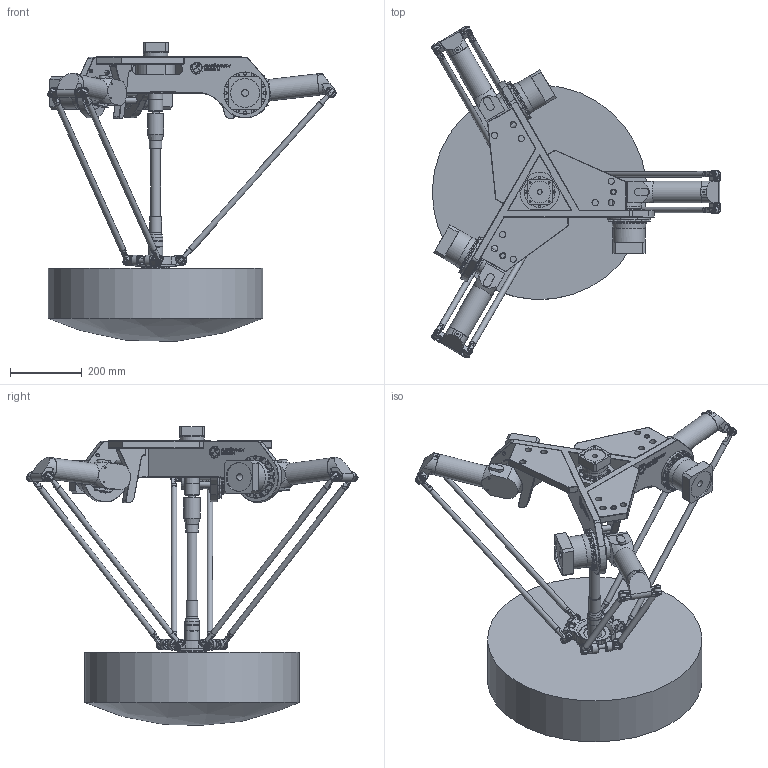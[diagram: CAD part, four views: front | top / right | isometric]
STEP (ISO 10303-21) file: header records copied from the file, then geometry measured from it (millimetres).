
FILE_DESCRIPTION(/* description */ (''),/* implementation_level */ '2;1');
FILE_NAME(/* name */ '3D-model_A_00034-01.stp',/* time_stamp */ '2024-11-19T13:49:40+01:00',/* author */ ('michael.schutter'),/* organization */ ('Majatronic'),/* preprocessor_version */ 'ST-DEVELOPER v19.2',/* originating_system */ 'Autodesk Inventor 2023',/* authorisation */ '');
FILE_SCHEMA (('CONFIG_CONTROL_DESIGN'));
Products named in the file (13): A_00034-01_DUMMY; MT_BGR00021484MT_BGR; MT_WST00066989MT_WST; MT_WST00066994MT_WST; MT_WST00046397MT_WST; MT_WST00060422MT_WST; MT_WST00050715MT_WST; MT_WST00101401; MT_WST00060430MT_WST; MT_WST00066934MT_WST; MT_WST00105862; MT_WST00105863; MT_WST00058075MT_WST
Assembly tree (26 placements, depth 3):
  A_00034-01_DUMMY
    MT_BGR00021484MT_BGR
      MT_WST00066989MT_WST
      MT_WST00066994MT_WST
      MT_WST00046397MT_WST  x3
    MT_WST00060422MT_WST  x3
    MT_WST00101401  x6
    MT_WST00050715MT_WST
    MT_WST00060430MT_WST  x6
    MT_WST00066934MT_WST
    MT_WST00105862
    MT_WST00105863
    MT_WST00058075MT_WST
Bounding box: 806.62 x 928.17 x 835.08 mm (x, y, z)
Volume: 61039178.2 mm3; surface area: 2329296.4 mm2
Topology: 25 solids, 25 shells, 3113 faces, 7143 edges, 4492 vertices
Faces by surface type: plane 1662, cylinder 927, cone 297, bspline 137, torus 85, sphere 5
Full cylindrical faces by diameter (mm): 2 x6, 2.06 x1, 4 x8, 4.35 x8, 4.5 x8, 4.917 x17, 5 x96, 6 x37, 7 x8, 8 x37, 8.5 x48, 10 x4, 12 x22, 14 x1, 15.8 x12, 16 x42, 17.5 x9, 18 x24, 19 x3, 19.7 x1, 20 x2, 24 x1, 28 x1, 31.5 x3, 32 x1, 33 x1, 35 x1, 40 x6, 45 x1, 59.8 x3
Entity records: 66477 total; most frequent: CARTESIAN_POINT 20215, DIRECTION 9353, ORIENTED_EDGE 9084, EDGE_CURVE 4542, AXIS2_PLACEMENT_3D 3443, VERTEX_POINT 2882, LINE 2467, VECTOR 2467
